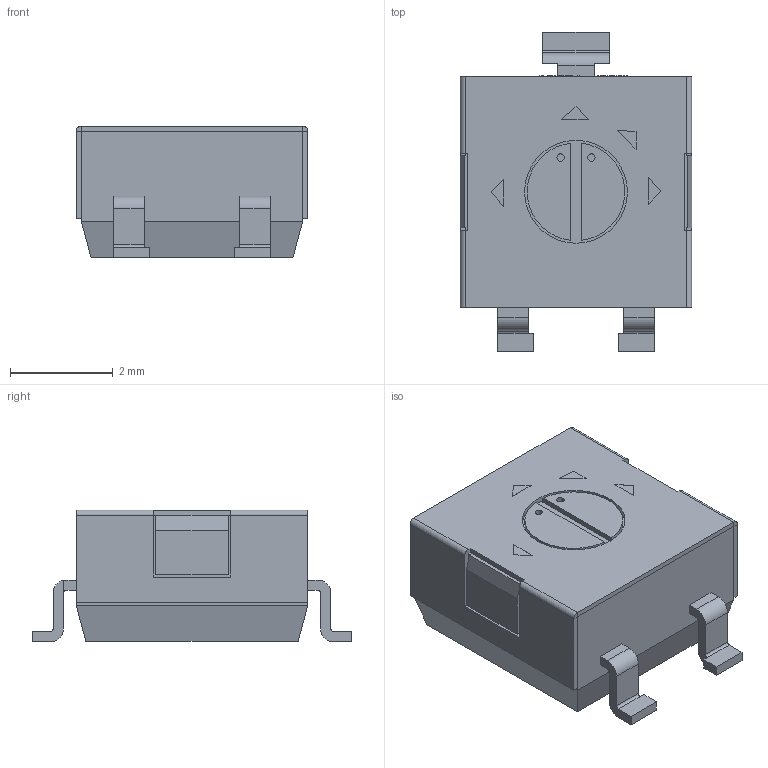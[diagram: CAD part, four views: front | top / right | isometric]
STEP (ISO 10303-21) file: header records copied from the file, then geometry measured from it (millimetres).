
FILE_DESCRIPTION (( 'STEP AP214' ), '1' );
FILE_NAME ('RES-ADJ-SMD_3314G-1-103E.step', '2022-07-28T08:35:50', ( '' ), ( '' ), 'SwSTEP 2.0', 'SolidWorks 2020', '' );
FILE_SCHEMA (( 'AUTOMOTIVE_DESIGN' ));
Length unit declared in the file: millimetre
Products named in the file (1): RES-ADJ-SMD_3314G-1-103E
Bounding box: 4.5 x 6.2 x 2.56 mm (x, y, z)
Volume: 50.1 mm3; surface area: 152.9 mm2
Topology: 2 solids, 2 shells, 359 faces, 960 edges, 632 vertices
Faces by surface type: plane 236, bspline 98, cylinder 25
Entity records: 15590 total; most frequent: CARTESIAN_POINT 3258, ORIENTED_EDGE 1920, DIRECTION 1336, EDGE_CURVE 960, VECTOR 708, LINE 708, VERTEX_POINT 632, EDGE_LOOP 392
